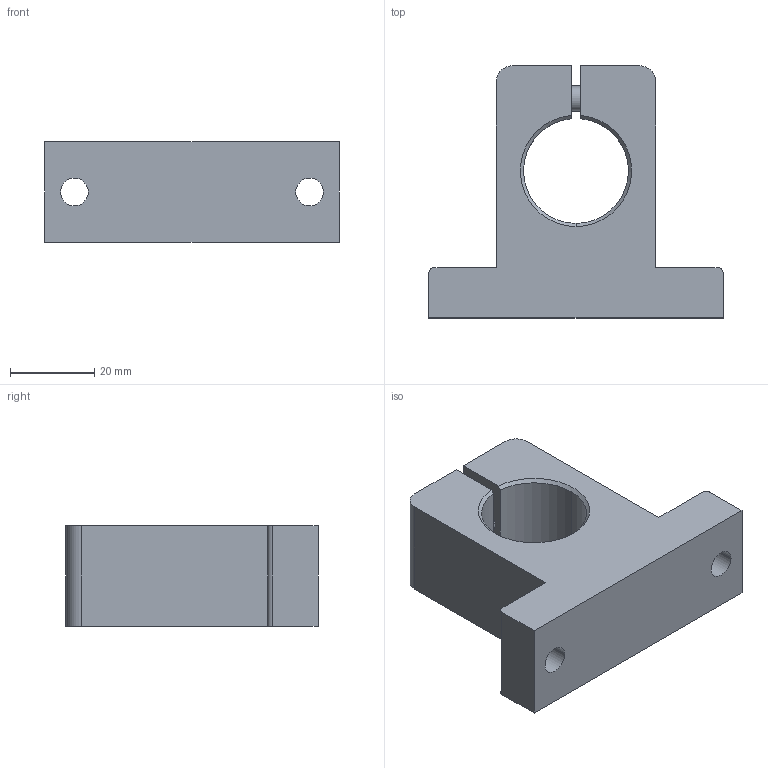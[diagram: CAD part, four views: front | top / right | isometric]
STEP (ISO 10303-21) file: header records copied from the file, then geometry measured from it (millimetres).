
FILE_DESCRIPTION(('STEP AP214'),'1');
FILE_NAME('support_sk25.stp','2017-06-29T09:29:14',('TraceParts'),('TraceParts S.A.'),'Spatial InterOp 3D',' ',' ');
FILE_SCHEMA(('automotive_design'));
Length unit declared in the file: millimetre
Products named in the file (1): support_sk25
Bounding box: 70 x 60 x 24 mm (x, y, z)
Volume: 50302.9 mm3; surface area: 13531.9 mm2
Topology: 1 solids, 1 shells, 45 faces, 124 edges, 83 vertices
Faces by surface type: plane 22, cylinder 17, cone 4, torus 2
Entity records: 1853 total; most frequent: CARTESIAN_POINT 278, DIRECTION 259, ORIENTED_EDGE 248, EDGE_CURVE 124, AXIS2_PLACEMENT_3D 94, VERTEX_POINT 83, LINE 71, VECTOR 71
